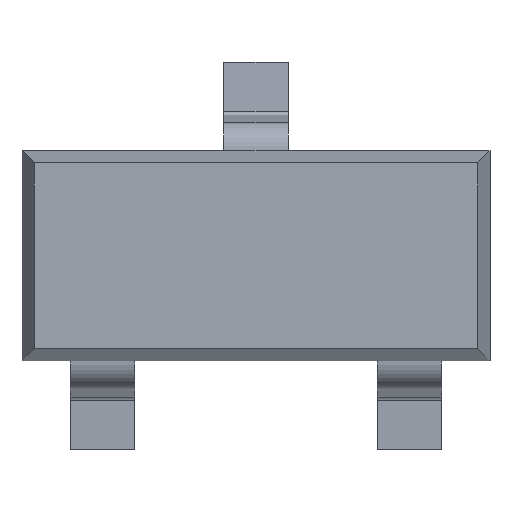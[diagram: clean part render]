
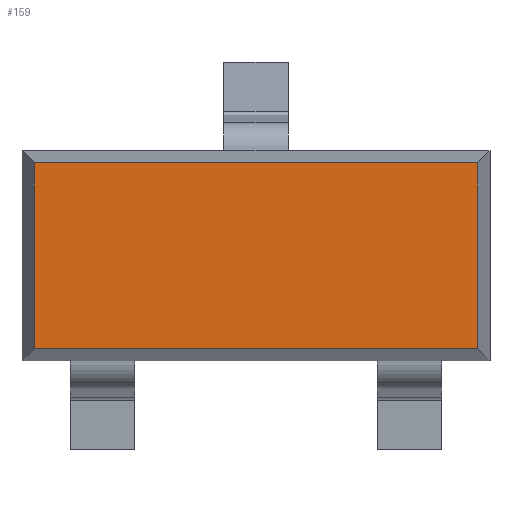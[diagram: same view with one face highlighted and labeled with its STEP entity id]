
A CAD part, top view. The second image highlights one B-rep face of the part: STEP entity #159.
In plain terms, the highlighted planar face has unit normal (0, 0, 1).
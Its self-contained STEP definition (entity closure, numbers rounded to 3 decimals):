
#159 = ADVANCED_FACE( '', ( #314 ), #315, .T. );
#314 = FACE_OUTER_BOUND( '', #462, .T. );
#315 = PLANE( '', #463 );
#462 = EDGE_LOOP( '', ( #874, #875, #876, #877 ) );
#463 = AXIS2_PLACEMENT_3D( '', #878, #879, #880 );
#874 = ORIENTED_EDGE( '', *, *, #1012, .T. );
#875 = ORIENTED_EDGE( '', *, *, #950, .T. );
#876 = ORIENTED_EDGE( '', *, *, #1035, .T. );
#877 = ORIENTED_EDGE( '', *, *, #1022, .T. );
#878 = CARTESIAN_POINT( '', ( -1.45, -0.65, 0.46 ) );
#879 = DIRECTION( '', ( 0., 0., 1. ) );
#880 = DIRECTION( '', ( 1., 0., 0. ) );
#950 = EDGE_CURVE( '', #1152, #1150, #1153, .F. );
#1012 = EDGE_CURVE( '', #1247, #1152, #1248, .F. );
#1022 = EDGE_CURVE( '', #1260, #1247, #1261, .F. );
#1035 = EDGE_CURVE( '', #1150, #1260, #1275, .F. );
#1150 = VERTEX_POINT( '', #1426 );
#1152 = VERTEX_POINT( '', #1429 );
#1153 = LINE( '', #1430, #1431 );
#1247 = VERTEX_POINT( '', #1561 );
#1248 = LINE( '', #1562, #1563 );
#1260 = VERTEX_POINT( '', #1579 );
#1261 = LINE( '', #1580, #1581 );
#1275 = LINE( '', #1601, #1602 );
#1426 = CARTESIAN_POINT( '', ( 1.375, -0.575, 0.46 ) );
#1429 = CARTESIAN_POINT( '', ( -1.375, -0.575, 0.46 ) );
#1430 = CARTESIAN_POINT( '', ( 0., -0.575, 0.46 ) );
#1431 = VECTOR( '', #1705, 1000. );
#1561 = CARTESIAN_POINT( '', ( -1.375, 0.575, 0.46 ) );
#1562 = CARTESIAN_POINT( '', ( -1.375, 0., 0.46 ) );
#1563 = VECTOR( '', #1784, 1000. );
#1579 = CARTESIAN_POINT( '', ( 1.375, 0.575, 0.46 ) );
#1580 = CARTESIAN_POINT( '', ( 0., 0.575, 0.46 ) );
#1581 = VECTOR( '', #1792, 1000. );
#1601 = CARTESIAN_POINT( '', ( 1.375, 0., 0.46 ) );
#1602 = VECTOR( '', #1799, 1000. );
#1705 = DIRECTION( '', ( -1., 0., 0. ) );
#1784 = DIRECTION( '', ( 0., 1., 0. ) );
#1792 = DIRECTION( '', ( 1., 0., 0. ) );
#1799 = DIRECTION( '', ( 0., -1., 0. ) );
